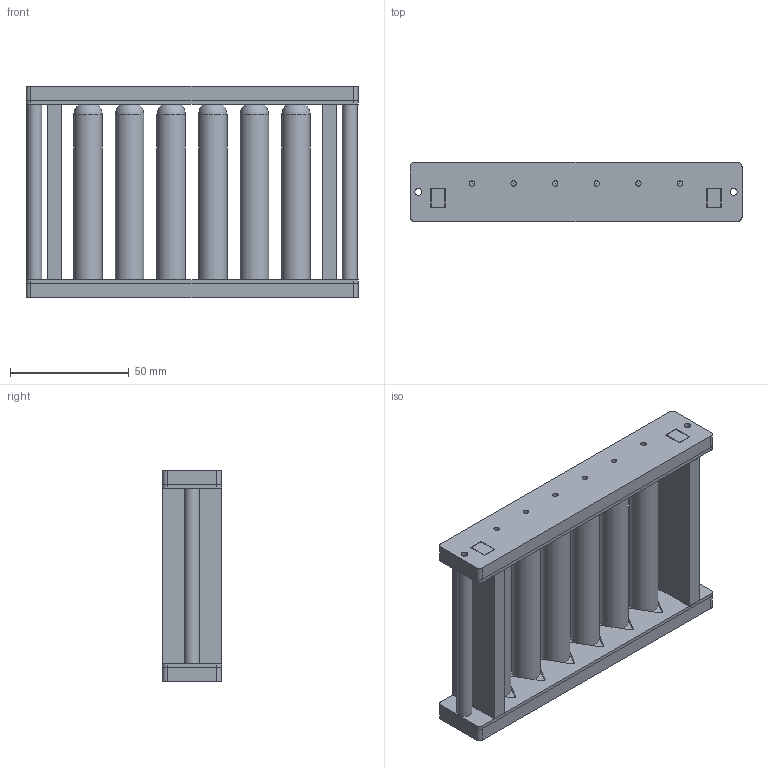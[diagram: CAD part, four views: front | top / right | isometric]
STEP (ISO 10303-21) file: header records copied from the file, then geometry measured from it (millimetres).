
FILE_DESCRIPTION(('FreeCAD Model'),'2;1');
FILE_NAME('assembly.step','2013-03-06T10:30:00',('FreeCAD') ,('FreeCAD'),'Open CASCADE STEP processor 6.3','FreeCAD','Unknown');
FILE_SCHEMA(('AUTOMOTIVE_DESIGN_CC2 { 1 2 10303 214 -1 1 5 4 }'));
Length unit declared in the file: millimetre
Products named in the file (15): Open CASCADE STEP translator 6.3 1; Open CASCADE STEP translator 6.3 1.1; Open CASCADE STEP translator 6.3 1.2; Open CASCADE STEP translator 6.3 1.3; Open CASCADE STEP translator 6.3 1.4; Open CASCADE STEP translator 6.3 1.5; Open CASCADE STEP translator 6.3 1.6; Open CASCADE STEP translator 6.3 1.7; Open CASCADE STEP translator 6.3 1.8; Open CASCADE STEP translator 6.3 1.9; Open CASCADE STEP translator 6.3 1.10; Open CASCADE STEP translator 6.3 1.11; Open CASCADE STEP translator 6.3 1.12; Open CASCADE STEP translator 6.3 1.13; Open CASCADE STEP translator 6.3 1.14
Assembly tree (14 placements, depth 2):
  Open CASCADE STEP translator 6.3 1
    Open CASCADE STEP translator 6.3 1.1
    Open CASCADE STEP translator 6.3 1.2
    Open CASCADE STEP translator 6.3 1.3
    Open CASCADE STEP translator 6.3 1.4
    Open CASCADE STEP translator 6.3 1.5
    Open CASCADE STEP translator 6.3 1.6
    Open CASCADE STEP translator 6.3 1.7
    Open CASCADE STEP translator 6.3 1.8
    Open CASCADE STEP translator 6.3 1.9
    Open CASCADE STEP translator 6.3 1.10
    Open CASCADE STEP translator 6.3 1.11
    Open CASCADE STEP translator 6.3 1.12
    Open CASCADE STEP translator 6.3 1.13
    Open CASCADE STEP translator 6.3 1.14
Bounding box: 140 x 25 x 89.1 mm (x, y, z)
Volume: 87839.4 mm3; surface area: 75799.4 mm2
Topology: 14 solids, 14 shells, 246 faces, 660 edges, 436 vertices
Faces by surface type: plane 138, cylinder 96, sphere 12
Full cylindrical faces by diameter (mm): 2.26 x6, 2.946 x8, 3.174 x2, 6.35 x2, 8.42 x6, 10 x6, 12 x6
Entity records: 16792 total; most frequent: CARTESIAN_POINT 3361, DIRECTION 2550, LINE 1560, VECTOR 1560, ORIENTED_EDGE 1296, PCURVE 1296, DEFINITIONAL_REPRESENTATION 1296, EDGE_CURVE 648
